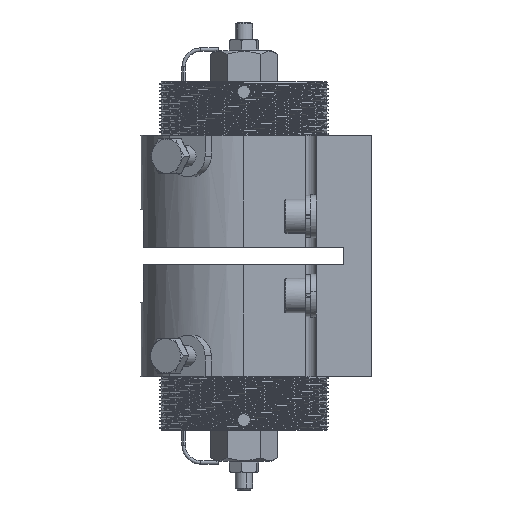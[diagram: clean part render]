
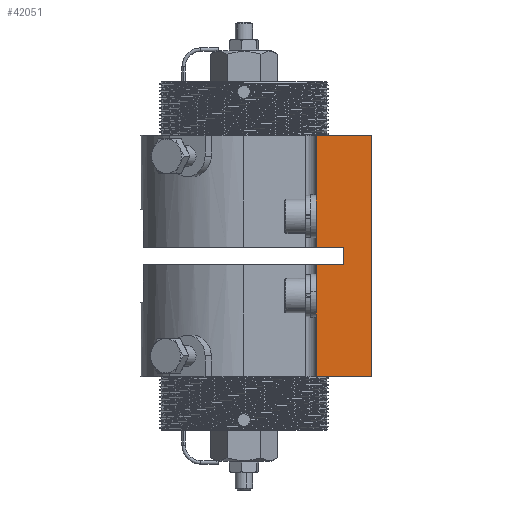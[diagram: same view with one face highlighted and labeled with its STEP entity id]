
A CAD part, left-side view. The second image highlights one B-rep face of the part: STEP entity #42051.
In plain terms, the highlighted planar face has unit normal (-1, 0, 0).
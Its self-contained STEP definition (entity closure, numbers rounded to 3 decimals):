
#97 = CARTESIAN_POINT ( 'NONE',  ( -48., 8., 2.5 ) ) ;
#1162 = VECTOR ( 'NONE', #36120, 1000. ) ;
#1283 = VECTOR ( 'NONE', #3978, 1000. ) ;
#3361 = LINE ( 'NONE', #29964, #84517 ) ;
#3978 = DIRECTION ( 'NONE',  ( 0., 0., -1. ) ) ;
#6139 = VERTEX_POINT ( 'NONE', #14983 ) ;
#7587 = CARTESIAN_POINT ( 'NONE',  ( -48., 8., 2.5 ) ) ;
#8096 = DIRECTION ( 'NONE',  ( 0., 1., 0. ) ) ;
#8520 = VECTOR ( 'NONE', #107799, 1000. ) ;
#10945 = CARTESIAN_POINT ( 'NONE',  ( -48., 0., 35. ) ) ;
#14268 = VERTEX_POINT ( 'NONE', #23720 ) ;
#14983 = CARTESIAN_POINT ( 'NONE',  ( -48., 0., -35. ) ) ;
#20385 = EDGE_CURVE ( 'NONE', #93459, #23534, #88455, .T. ) ;
#20928 = VERTEX_POINT ( 'NONE', #10945 ) ;
#21908 = LINE ( 'NONE', #84330, #1283 ) ;
#22951 = EDGE_CURVE ( 'NONE', #23534, #14268, #104370, .T. ) ;
#23121 = EDGE_CURVE ( 'NONE', #74262, #93459, #54596, .T. ) ;
#23534 = VERTEX_POINT ( 'NONE', #90460 ) ;
#23720 = CARTESIAN_POINT ( 'NONE',  ( -48., 16., 35. ) ) ;
#24522 = EDGE_CURVE ( 'NONE', #63697, #74262, #93474, .T. ) ;
#28907 = VECTOR ( 'NONE', #8096, 1000. ) ;
#29964 = CARTESIAN_POINT ( 'NONE',  ( -48., 0., -35. ) ) ;
#30113 = AXIS2_PLACEMENT_3D ( 'NONE', #97, #35375, #63657 ) ;
#30771 = EDGE_CURVE ( 'NONE', #63697, #47108, #21908, .T. ) ;
#32528 = VECTOR ( 'NONE', #49534, 1000. ) ;
#35375 = DIRECTION ( 'NONE',  ( 1., 0., 0. ) ) ;
#36120 = DIRECTION ( 'NONE',  ( 0., 0., 1. ) ) ;
#37416 = CARTESIAN_POINT ( 'NONE',  ( -48., 16., -35. ) ) ;
#41444 = ORIENTED_EDGE ( 'NONE', *, *, #77538, .T. ) ;
#42051 = ADVANCED_FACE ( 'NONE', ( #97811 ), #108189, .F. ) ;
#45563 = ORIENTED_EDGE ( 'NONE', *, *, #23121, .F. ) ;
#46782 = CARTESIAN_POINT ( 'NONE',  ( -48., 8., 35. ) ) ;
#46999 = ORIENTED_EDGE ( 'NONE', *, *, #20385, .F. ) ;
#47108 = VERTEX_POINT ( 'NONE', #37416 ) ;
#49534 = DIRECTION ( 'NONE',  ( 0., -1., 0. ) ) ;
#54596 = LINE ( 'NONE', #63267, #8520 ) ;
#61270 = CARTESIAN_POINT ( 'NONE',  ( -48., 8., 2.5 ) ) ;
#63267 = CARTESIAN_POINT ( 'NONE',  ( -48., 8., -35. ) ) ;
#63657 = DIRECTION ( 'NONE',  ( 0., 0., -1. ) ) ;
#63697 = VERTEX_POINT ( 'NONE', #107344 ) ;
#64692 = DIRECTION ( 'NONE',  ( 0., 1., 0. ) ) ;
#65178 = ORIENTED_EDGE ( 'NONE', *, *, #96498, .T. ) ;
#67603 = VECTOR ( 'NONE', #64692, 1000. ) ;
#68438 = CARTESIAN_POINT ( 'NONE',  ( -48., 8., -2.5 ) ) ;
#71690 = EDGE_LOOP ( 'NONE', ( #92209, #108293, #46999, #45563, #83507, #104308, #65178, #41444 ) ) ;
#72831 = LINE ( 'NONE', #108126, #81916 ) ;
#74262 = VERTEX_POINT ( 'NONE', #68438 ) ;
#77538 = EDGE_CURVE ( 'NONE', #6139, #20928, #3361, .T. ) ;
#81916 = VECTOR ( 'NONE', #91935, 1000. ) ;
#83507 = ORIENTED_EDGE ( 'NONE', *, *, #24522, .F. ) ;
#84231 = CARTESIAN_POINT ( 'NONE',  ( -48., 16., -2.5 ) ) ;
#84330 = CARTESIAN_POINT ( 'NONE',  ( -48., 16., -2.5 ) ) ;
#84517 = VECTOR ( 'NONE', #99939, 1000. ) ;
#88455 = LINE ( 'NONE', #61270, #28907 ) ;
#90460 = CARTESIAN_POINT ( 'NONE',  ( -48., 16., 2.5 ) ) ;
#91935 = DIRECTION ( 'NONE',  ( 0., -1., 0. ) ) ;
#92209 = ORIENTED_EDGE ( 'NONE', *, *, #102183, .T. ) ;
#93459 = VERTEX_POINT ( 'NONE', #7587 ) ;
#93474 = LINE ( 'NONE', #84231, #32528 ) ;
#96280 = CARTESIAN_POINT ( 'NONE',  ( -48., 16., 2.5 ) ) ;
#96498 = EDGE_CURVE ( 'NONE', #47108, #6139, #72831, .T. ) ;
#97811 = FACE_OUTER_BOUND ( 'NONE', #71690, .T. ) ;
#99939 = DIRECTION ( 'NONE',  ( 0., 0., 1. ) ) ;
#102183 = EDGE_CURVE ( 'NONE', #20928, #14268, #108656, .T. ) ;
#104308 = ORIENTED_EDGE ( 'NONE', *, *, #30771, .T. ) ;
#104370 = LINE ( 'NONE', #96280, #1162 ) ;
#107344 = CARTESIAN_POINT ( 'NONE',  ( -48., 16., -2.5 ) ) ;
#107799 = DIRECTION ( 'NONE',  ( 0., 0., 1. ) ) ;
#108126 = CARTESIAN_POINT ( 'NONE',  ( -48., 8., -35. ) ) ;
#108189 = PLANE ( 'NONE',  #30113 ) ;
#108293 = ORIENTED_EDGE ( 'NONE', *, *, #22951, .F. ) ;
#108656 = LINE ( 'NONE', #46782, #67603 ) ;
